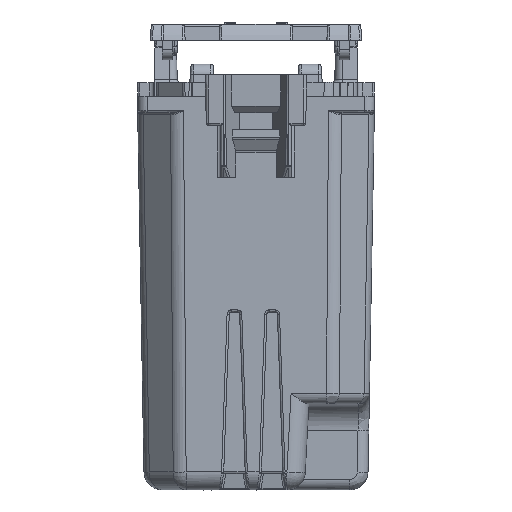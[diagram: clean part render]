
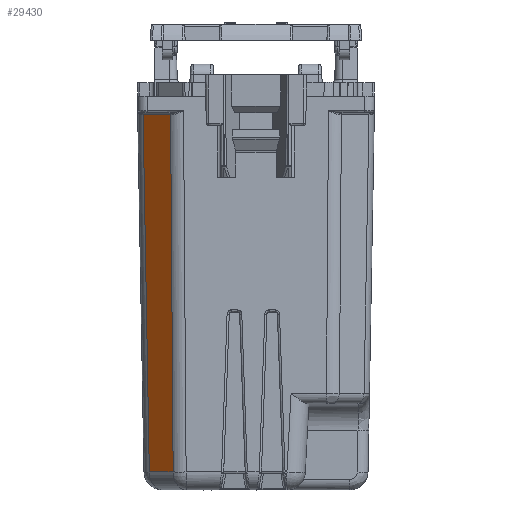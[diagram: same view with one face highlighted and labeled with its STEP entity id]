
A CAD part, front view. The second image highlights one B-rep face of the part: STEP entity #29430.
In plain terms, the highlighted planar face has unit normal (-0.707, -0.707, -0.018).
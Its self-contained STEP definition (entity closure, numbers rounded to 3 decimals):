
#29412=AXIS2_PLACEMENT_3D('Plane Axis2P3D',#29409,#29410,#29411) ;
#8598=CARTESIAN_POINT('Vertex',(-9.894,-18.683,-34.83)) ;
#8601=CARTESIAN_POINT('Line Origine',(-10.184,-18.803,-18.25)) ;
#8605=CARTESIAN_POINT('Vertex',(-10.473,-18.923,-1.697)) ;
#12691=CARTESIAN_POINT('Vertex',(-7.683,-20.894,-34.83)) ;
#12709=CARTESIAN_POINT('Vertex',(-7.923,-21.473,-1.697)) ;
#12712=CARTESIAN_POINT('Line Origine',(-7.803,-21.184,-18.25)) ;
#29409=CARTESIAN_POINT('Axis2P3D Location',(-9.2,-20.2,-1.5)) ;
#29414=CARTESIAN_POINT('Line Origine',(-9.198,-20.198,-1.697)) ;
#29419=CARTESIAN_POINT('Line Origine',(-8.789,-19.789,-34.83)) ;
#8602=DIRECTION('Vector Direction',(-0.017,-0.007,1.)) ;
#12713=DIRECTION('Vector Direction',(-0.007,-0.017,1.)) ;
#29410=DIRECTION('Axis2P3D Direction',(0.707,0.707,0.017)) ;
#29411=DIRECTION('Axis2P3D XDirection',(0.707,-0.707,0.)) ;
#29415=DIRECTION('Vector Direction',(0.707,-0.707,0.)) ;
#29420=DIRECTION('Vector Direction',(0.707,-0.707,0.)) ;
#8603=VECTOR('Line Direction',#8602,1.) ;
#12714=VECTOR('Line Direction',#12713,1.) ;
#29416=VECTOR('Line Direction',#29415,1.) ;
#29421=VECTOR('Line Direction',#29420,1.) ;
#29425=ORIENTED_EDGE('',*,*,#29418,.F.) ;
#29426=ORIENTED_EDGE('',*,*,#8607,.T.) ;
#29427=ORIENTED_EDGE('',*,*,#29423,.F.) ;
#29428=ORIENTED_EDGE('',*,*,#12716,.T.) ;
#29430=ADVANCED_FACE('PartBody',(#29429),#29413,.F.) ;
#8607=EDGE_CURVE('',#8606,#8599,#8604,.F.) ;
#12716=EDGE_CURVE('',#12692,#12710,#12715,.T.) ;
#29418=EDGE_CURVE('',#8606,#12710,#29417,.T.) ;
#29423=EDGE_CURVE('',#12692,#8599,#29422,.F.) ;
#29424=EDGE_LOOP('',(#29425,#29426,#29427,#29428)) ;
#29429=FACE_OUTER_BOUND('',#29424,.T.) ;
#8604=LINE('Line',#8601,#8603) ;
#12715=LINE('Line',#12712,#12714) ;
#29417=LINE('Line',#29414,#29416) ;
#29422=LINE('Line',#29419,#29421) ;
#29413=PLANE('',#29412) ;
#8599=VERTEX_POINT('',#8598) ;
#8606=VERTEX_POINT('',#8605) ;
#12692=VERTEX_POINT('',#12691) ;
#12710=VERTEX_POINT('',#12709) ;
